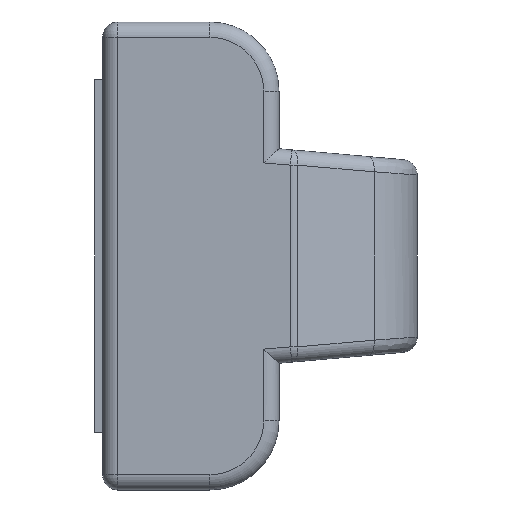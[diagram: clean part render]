
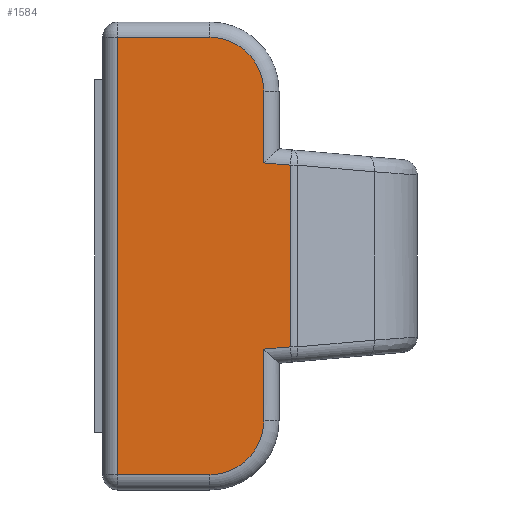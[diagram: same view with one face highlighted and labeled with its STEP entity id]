
A CAD part, left-side view. The second image highlights one B-rep face of the part: STEP entity #1584.
In plain terms, the highlighted face is planar.
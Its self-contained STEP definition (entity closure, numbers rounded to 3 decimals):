
#124 = DIRECTION ( 'NONE',  ( 0., -1., 0. ) ) ;
#219 = CIRCLE ( 'NONE', #5505, 1.75 ) ;
#266 = VERTEX_POINT ( 'NONE', #555 ) ;
#309 = DIRECTION ( 'NONE',  ( 0., 0., 1. ) ) ;
#452 = LINE ( 'NONE', #665, #3297 ) ;
#555 = CARTESIAN_POINT ( 'NONE',  ( 7.5, -7.125, -0.75 ) ) ;
#569 = EDGE_CURVE ( 'NONE', #5656, #3986, #4235, .T. ) ;
#648 = CARTESIAN_POINT ( 'NONE',  ( 7.5, -5.375, 1. ) ) ;
#665 = CARTESIAN_POINT ( 'NONE',  ( 7.5, -7.125, 1.5 ) ) ;
#687 = CARTESIAN_POINT ( 'NONE',  ( 7.5, 2.948, 1.998 ) ) ;
#716 = DIRECTION ( 'NONE',  ( 0., -1., 0. ) ) ;
#725 = DIRECTION ( 'NONE',  ( 0., -0.087, 0.996 ) ) ;
#748 = CARTESIAN_POINT ( 'NONE',  ( 7.5, 7.125, 1.5 ) ) ;
#767 = DIRECTION ( 'NONE',  ( 1., 0., 0. ) ) ;
#813 = VERTEX_POINT ( 'NONE', #1716 ) ;
#842 = CARTESIAN_POINT ( 'NONE',  ( 7.5, 3.036, 1. ) ) ;
#879 = CARTESIAN_POINT ( 'NONE',  ( 7.5, 5.375, 1. ) ) ;
#913 = DIRECTION ( 'NONE',  ( 0., -1., 0. ) ) ;
#1119 = LINE ( 'NONE', #687, #5690 ) ;
#1201 = VECTOR ( 'NONE', #2849, 1000. ) ;
#1207 = ORIENTED_EDGE ( 'NONE', *, *, #3846, .T. ) ;
#1293 = VECTOR ( 'NONE', #2022, 1000. ) ;
#1346 = CARTESIAN_POINT ( 'NONE',  ( 7.5, -2.96, 1.869 ) ) ;
#1399 = VECTOR ( 'NONE', #716, 1000. ) ;
#1427 = PLANE ( 'NONE',  #2082 ) ;
#1461 = DIRECTION ( 'NONE',  ( 1., 0., 0. ) ) ;
#1472 = CARTESIAN_POINT ( 'NONE',  ( 7.5, 3.434, 1. ) ) ;
#1579 = VECTOR ( 'NONE', #5733, 1000. ) ;
#1584 = ADVANCED_FACE ( 'NONE', ( #5023 ), #1427, .F. ) ;
#1704 = ORIENTED_EDGE ( 'NONE', *, *, #2333, .T. ) ;
#1716 = CARTESIAN_POINT ( 'NONE',  ( 7.5, 7.125, -0.75 ) ) ;
#1796 = CARTESIAN_POINT ( 'NONE',  ( 7.5, -3.036, 1. ) ) ;
#1867 = DIRECTION ( 'NONE',  ( 0., -1., 0. ) ) ;
#1938 = LINE ( 'NONE', #4672, #1201 ) ;
#1967 = AXIS2_PLACEMENT_3D ( 'NONE', #4246, #1461, #124 ) ;
#1988 = LINE ( 'NONE', #5758, #1579 ) ;
#2022 = DIRECTION ( 'NONE',  ( 0., -1., 0. ) ) ;
#2070 = ORIENTED_EDGE ( 'NONE', *, *, #3796, .T. ) ;
#2082 = AXIS2_PLACEMENT_3D ( 'NONE', #3695, #3185, #913 ) ;
#2121 = EDGE_CURVE ( 'NONE', #3043, #5372, #3984, .T. ) ;
#2143 = EDGE_CURVE ( 'NONE', #2489, #813, #3470, .T. ) ;
#2153 = VECTOR ( 'NONE', #309, 1000. ) ;
#2275 = ORIENTED_EDGE ( 'NONE', *, *, #569, .T. ) ;
#2333 = EDGE_CURVE ( 'NONE', #3975, #2489, #1938, .T. ) ;
#2355 = CIRCLE ( 'NONE', #1967, 1.75 ) ;
#2394 = ORIENTED_EDGE ( 'NONE', *, *, #5705, .T. ) ;
#2489 = VERTEX_POINT ( 'NONE', #5918 ) ;
#2536 = CARTESIAN_POINT ( 'NONE',  ( 7.5, 2.96, 1.869 ) ) ;
#2599 = CARTESIAN_POINT ( 'NONE',  ( 7.5, 7.625, 1.869 ) ) ;
#2849 = DIRECTION ( 'NONE',  ( 0., 1., 0. ) ) ;
#2899 = ORIENTED_EDGE ( 'NONE', *, *, #2952, .T. ) ;
#2952 = EDGE_CURVE ( 'NONE', #5531, #266, #2355, .T. ) ;
#2958 = CARTESIAN_POINT ( 'NONE',  ( 7.5, -5.375, 1. ) ) ;
#3043 = VERTEX_POINT ( 'NONE', #2536 ) ;
#3185 = DIRECTION ( 'NONE',  ( -1., 0., 0. ) ) ;
#3189 = CARTESIAN_POINT ( 'NONE',  ( 7.5, 5.375, -0.75 ) ) ;
#3297 = VECTOR ( 'NONE', #3429, 1000. ) ;
#3429 = DIRECTION ( 'NONE',  ( 0., 0., -1. ) ) ;
#3444 = ORIENTED_EDGE ( 'NONE', *, *, #2143, .T. ) ;
#3470 = LINE ( 'NONE', #748, #2153 ) ;
#3695 = CARTESIAN_POINT ( 'NONE',  ( 7.5, 7.625, 1.5 ) ) ;
#3762 = ORIENTED_EDGE ( 'NONE', *, *, #5626, .T. ) ;
#3796 = EDGE_CURVE ( 'NONE', #5372, #5427, #1988, .T. ) ;
#3846 = EDGE_CURVE ( 'NONE', #3986, #3043, #1119, .T. ) ;
#3975 = VERTEX_POINT ( 'NONE', #5847 ) ;
#3984 = LINE ( 'NONE', #2599, #1399 ) ;
#3986 = VERTEX_POINT ( 'NONE', #842 ) ;
#4052 = EDGE_LOOP ( 'NONE', ( #5026, #2070, #3762, #2899, #4562, #1704, #3444, #2394, #2275, #1207 ) ) ;
#4235 = LINE ( 'NONE', #1472, #5713 ) ;
#4246 = CARTESIAN_POINT ( 'NONE',  ( 7.5, -5.375, -0.75 ) ) ;
#4423 = DIRECTION ( 'NONE',  ( 0., -1., 0. ) ) ;
#4562 = ORIENTED_EDGE ( 'NONE', *, *, #5812, .T. ) ;
#4672 = CARTESIAN_POINT ( 'NONE',  ( 7.5, 7.625, -3.75 ) ) ;
#4758 = LINE ( 'NONE', #648, #1293 ) ;
#5023 = FACE_OUTER_BOUND ( 'NONE', #4052, .T. ) ;
#5026 = ORIENTED_EDGE ( 'NONE', *, *, #2121, .T. ) ;
#5372 = VERTEX_POINT ( 'NONE', #1346 ) ;
#5427 = VERTEX_POINT ( 'NONE', #1796 ) ;
#5505 = AXIS2_PLACEMENT_3D ( 'NONE', #3189, #767, #4423 ) ;
#5531 = VERTEX_POINT ( 'NONE', #2958 ) ;
#5626 = EDGE_CURVE ( 'NONE', #5427, #5531, #4758, .T. ) ;
#5656 = VERTEX_POINT ( 'NONE', #879 ) ;
#5690 = VECTOR ( 'NONE', #725, 1000. ) ;
#5705 = EDGE_CURVE ( 'NONE', #813, #5656, #219, .T. ) ;
#5713 = VECTOR ( 'NONE', #1867, 1000. ) ;
#5733 = DIRECTION ( 'NONE',  ( 0., -0.087, -0.996 ) ) ;
#5758 = CARTESIAN_POINT ( 'NONE',  ( 7.5, -2.995, 1.462 ) ) ;
#5812 = EDGE_CURVE ( 'NONE', #266, #3975, #452, .T. ) ;
#5847 = CARTESIAN_POINT ( 'NONE',  ( 7.5, -7.125, -3.75 ) ) ;
#5918 = CARTESIAN_POINT ( 'NONE',  ( 7.5, 7.125, -3.75 ) ) ;
